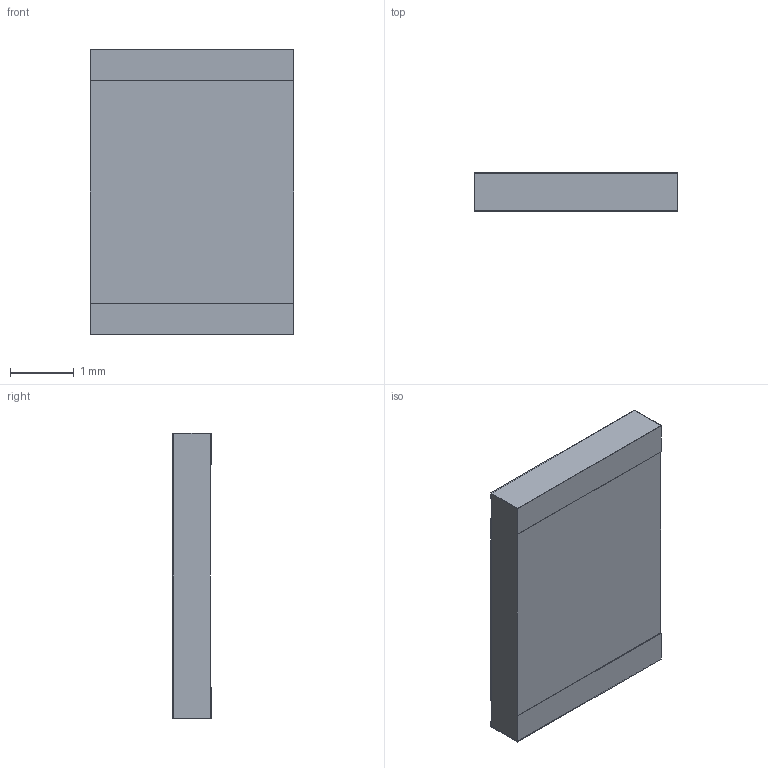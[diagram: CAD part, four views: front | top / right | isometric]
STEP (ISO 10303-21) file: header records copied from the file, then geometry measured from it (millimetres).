
FILE_DESCRIPTION (( 'STEP AP214' ), '1' );
FILE_NAME ('L1812.STEP', '2020-12-30T07:41:29', ( '' ), ( '' ), 'SwSTEP 2.0', 'SolidWorks 2019', '' );
FILE_SCHEMA (( 'AUTOMOTIVE_DESIGN' ));
Length unit declared in the file: millimetre
Products named in the file (2): L1812; L1812_1812
Assembly tree (1 placements, depth 2):
  L1812
    L1812_1812
Bounding box: 3.2 x 0.6 x 4.5 mm (x, y, z)
Volume: 8.5 mm3; surface area: 80.1 mm2
Topology: 4 solids, 4 shells, 96 faces, 243 edges, 162 vertices
Faces by surface type: plane 67, bspline 29
Entity records: 4968 total; most frequent: CARTESIAN_POINT 2294, ORIENTED_EDGE 486, DIRECTION 327, EDGE_CURVE 243, LINE 185, VECTOR 185, VERTEX_POINT 162, EDGE_LOOP 103
